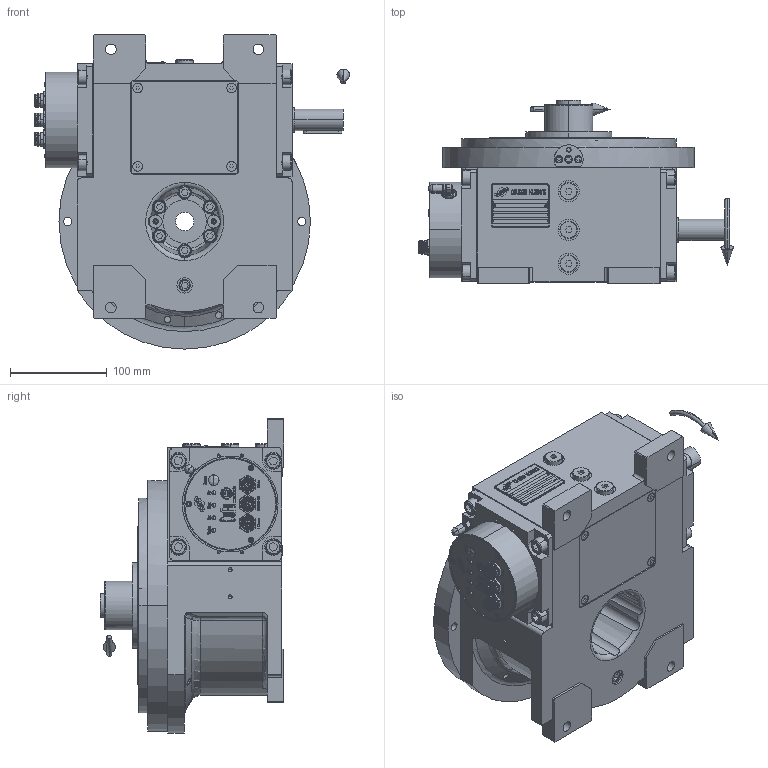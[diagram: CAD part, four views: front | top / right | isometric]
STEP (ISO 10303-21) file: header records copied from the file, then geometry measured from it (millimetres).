
FILE_DESCRIPTION (( 'STEP AP203' ), '1' );
FILE_NAME ('PC5201990.step', '2026-03-30T08:51:19', ( '' ), ( '' ), 'SwSTEP 2.0', 'SolidWorks 2020', '' );
FILE_SCHEMA (( 'CONFIG_CONTROL_DESIGN' ));
Length unit declared in the file: millimetre
Products named in the file (87): CFN2008_03_010.stp; cfn2104_01_004; cfn2155_01_056; rig06_001_a; CFE_3D.stp; cfn2115_02_182; olio_agip_blasia_150; rig06_014; cfn2000_01_126; rig06_004_s_001; cfn2003_01_054; cfn2077_01_018; rig06_016; AS_rig06_004; cfn2000_01_124; rig06_002_bc; CFN2128_04_013.stp; cfn2205_01_013; cfn2151_01_290; cfn2104_01_016; freccia_angolare_albero; cfn2201_01_040; cfn2000_01_103; cfn2128_04_004; rig06_005_n_02; cfn2400_34_001; cfn2158_01_010; CFN2104_02_017.stp; CFN2223_01-570X6-B.stp; cfn2107_01_001; AS_rig06_014; CFN2000_01_185.stp; AS_rig06_004_s_001; freccia_angolare; CFN2010_01_012.stp; cfe_completa.stp; RIG06_005_S_002_ASM.stp; cfn2128_19_002; RIG06_021_AF1.stp; cfn2158_01_011 ...
Assembly tree (82 placements, depth 5):
  olio_agip_blasia_150
  cfn2077_01_018
  cfn2205_01_013
  cfn2151_01_290
  cfn2201_01_040
Bounding box: 325.8 x 190 x 325 mm (x, y, z)
Volume: 2856862.1 mm3; surface area: 849959.9 mm2
Topology: 68 solids, 76 shells, 4170 faces, 10745 edges, 6952 vertices
Faces by surface type: plane 2440, cylinder 998, cone 419, bspline 184, torus 101, sphere 28
Entity records: 149728 total; most frequent: CARTESIAN_POINT 43972, ORIENTED_EDGE 20294, DIRECTION 19258, EDGE_CURVE 10151, VECTOR 7122, LINE 7122, VERTEX_POINT 6643, AXIS2_PLACEMENT_3D 6068
